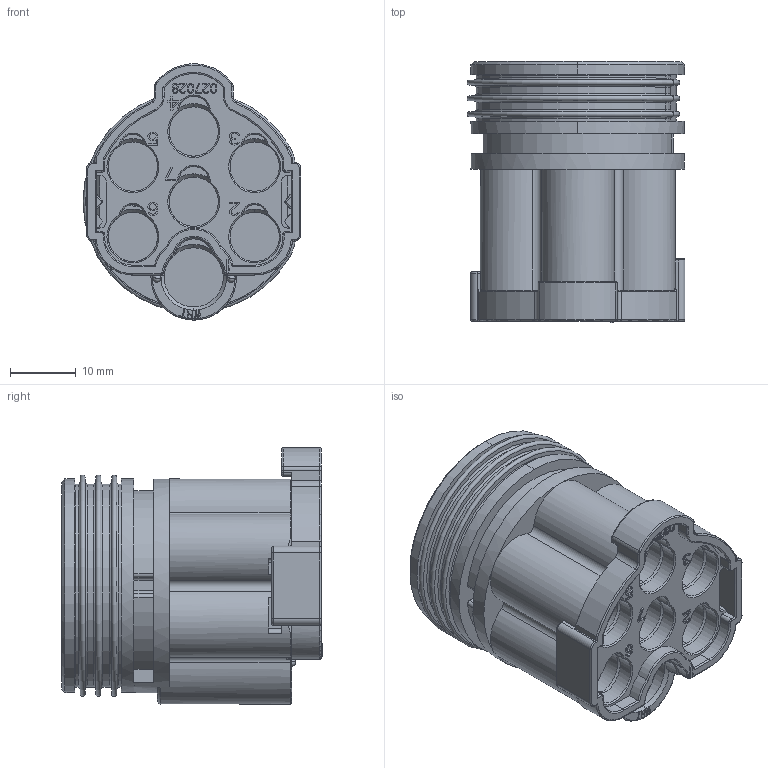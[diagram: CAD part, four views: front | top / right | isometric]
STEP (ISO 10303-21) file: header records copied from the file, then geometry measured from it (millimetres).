
FILE_DESCRIPTION((''),'2;1');
FILE_NAME('383175_SW0001','2020-12-03T13:12:31',('teru'),(''),'CREO PARAMETRIC BY PTC INC, 2017380','CREO PARAMETRIC BY PTC INC, 2017380','');
FILE_SCHEMA(('CONFIG_CONTROL_DESIGN'));
Length unit declared in the file: millimetre
Products named in the file (1): 383175_SW0001
Bounding box: 33.17 x 39.7 x 38.97 mm (x, y, z)
Volume: 24035.1 mm3; surface area: 10931 mm2
Topology: 1 solids, 1 shells, 1761 faces, 4949 edges, 3233 vertices
Faces by surface type: plane 1351, cylinder 283, torus 85, cone 30, sphere 12
Entity records: 56519 total; most frequent: CARTESIAN_POINT 10544, ORIENTED_EDGE 9882, DIRECTION 9132, EDGE_CURVE 4941, VECTOR 4040, LINE 4040, VERTEX_POINT 3233, AXIS2_PLACEMENT_3D 2546
